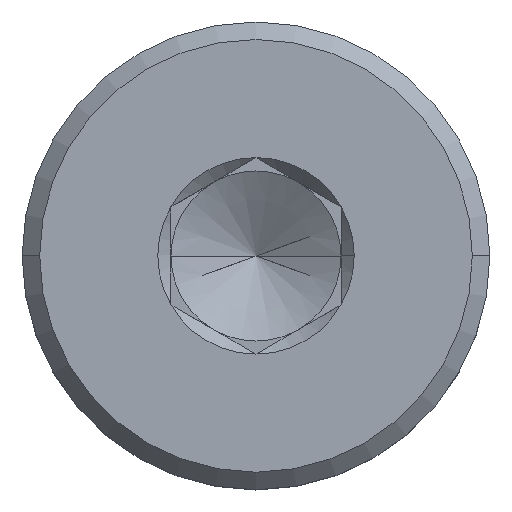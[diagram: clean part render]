
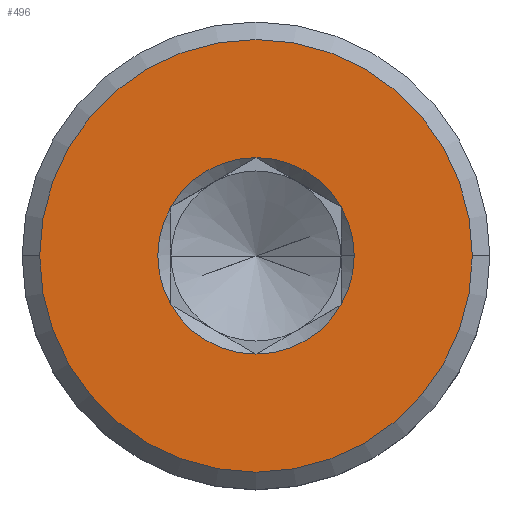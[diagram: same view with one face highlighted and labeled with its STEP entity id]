
A CAD part, top view. The second image highlights one B-rep face of the part: STEP entity #496.
In plain terms, the highlighted planar face has unit normal (0, 0, 1).
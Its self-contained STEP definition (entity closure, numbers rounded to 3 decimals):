
#21=FACE_BOUND('',#108,.T.);
#29=PLANE('',#559);
#70=FACE_OUTER_BOUND('',#107,.T.);
#107=EDGE_LOOP('',(#396,#397));
#108=EDGE_LOOP('',(#398,#399,#400,#401,#402,#403,#404));
#127=CIRCLE('',#520,1.155);
#128=CIRCLE('',#522,2.544);
#148=CIRCLE('',#560,2.544);
#149=CIRCLE('',#561,1.155);
#150=CIRCLE('',#562,1.155);
#151=CIRCLE('',#563,1.155);
#152=CIRCLE('',#564,1.155);
#153=CIRCLE('',#565,1.155);
#154=CIRCLE('',#566,1.155);
#223=VERTEX_POINT('',#769);
#224=VERTEX_POINT('',#773);
#225=VERTEX_POINT('',#777);
#226=VERTEX_POINT('',#778);
#248=VERTEX_POINT('',#859);
#249=VERTEX_POINT('',#860);
#250=VERTEX_POINT('',#862);
#251=VERTEX_POINT('',#865);
#252=VERTEX_POINT('',#867);
#261=EDGE_CURVE('',#224,#223,#127,.T.);
#262=EDGE_CURVE('',#225,#226,#128,.T.);
#302=EDGE_CURVE('',#226,#225,#148,.T.);
#303=EDGE_CURVE('',#248,#249,#149,.T.);
#304=EDGE_CURVE('',#250,#248,#150,.T.);
#305=EDGE_CURVE('',#223,#250,#151,.T.);
#306=EDGE_CURVE('',#251,#224,#152,.T.);
#307=EDGE_CURVE('',#252,#251,#153,.T.);
#308=EDGE_CURVE('',#249,#252,#154,.T.);
#396=ORIENTED_EDGE('',*,*,#302,.T.);
#397=ORIENTED_EDGE('',*,*,#262,.T.);
#398=ORIENTED_EDGE('',*,*,#303,.F.);
#399=ORIENTED_EDGE('',*,*,#304,.F.);
#400=ORIENTED_EDGE('',*,*,#305,.F.);
#401=ORIENTED_EDGE('',*,*,#261,.F.);
#402=ORIENTED_EDGE('',*,*,#306,.F.);
#403=ORIENTED_EDGE('',*,*,#307,.F.);
#404=ORIENTED_EDGE('',*,*,#308,.F.);
#496=ADVANCED_FACE('',(#70,#21),#29,.F.);
#520=AXIS2_PLACEMENT_3D('',#775,#600,#601);
#522=AXIS2_PLACEMENT_3D('',#779,#604,#605);
#559=AXIS2_PLACEMENT_3D('',#857,#698,#699);
#560=AXIS2_PLACEMENT_3D('',#858,#700,#701);
#561=AXIS2_PLACEMENT_3D('',#861,#702,#703);
#562=AXIS2_PLACEMENT_3D('',#863,#704,#705);
#563=AXIS2_PLACEMENT_3D('',#864,#706,#707);
#564=AXIS2_PLACEMENT_3D('',#866,#708,#709);
#565=AXIS2_PLACEMENT_3D('',#868,#710,#711);
#566=AXIS2_PLACEMENT_3D('',#869,#712,#713);
#600=DIRECTION('center_axis',(0.,0.,1.));
#601=DIRECTION('ref_axis',(1.,0.,0.));
#604=DIRECTION('center_axis',(0.,0.,1.));
#605=DIRECTION('ref_axis',(1.,0.,0.));
#698=DIRECTION('center_axis',(0.,0.,-1.));
#699=DIRECTION('ref_axis',(-1.,0.,0.));
#700=DIRECTION('center_axis',(0.,0.,1.));
#701=DIRECTION('ref_axis',(1.,0.,0.));
#702=DIRECTION('center_axis',(0.,0.,1.));
#703=DIRECTION('ref_axis',(1.,0.,0.));
#704=DIRECTION('center_axis',(0.,0.,1.));
#705=DIRECTION('ref_axis',(1.,0.,0.));
#706=DIRECTION('center_axis',(0.,0.,1.));
#707=DIRECTION('ref_axis',(1.,0.,0.));
#708=DIRECTION('center_axis',(0.,0.,1.));
#709=DIRECTION('ref_axis',(1.,0.,0.));
#710=DIRECTION('center_axis',(0.,0.,1.));
#711=DIRECTION('ref_axis',(1.,0.,0.));
#712=DIRECTION('center_axis',(0.,0.,1.));
#713=DIRECTION('ref_axis',(1.,0.,0.));
#769=CARTESIAN_POINT('',(1.,0.577,9.));
#773=CARTESIAN_POINT('',(1.155,0.,9.));
#775=CARTESIAN_POINT('Origin',(0.,0.,9.));
#777=CARTESIAN_POINT('',(2.544,0.,9.));
#778=CARTESIAN_POINT('',(-2.544,0.,9.));
#779=CARTESIAN_POINT('Origin',(0.,0.,9.));
#857=CARTESIAN_POINT('Origin',(0.,1.,9.));
#858=CARTESIAN_POINT('Origin',(0.,0.,9.));
#859=CARTESIAN_POINT('',(-1.,0.577,9.));
#860=CARTESIAN_POINT('',(-1.,-0.577,9.));
#861=CARTESIAN_POINT('Origin',(0.,0.,9.));
#862=CARTESIAN_POINT('',(0.,1.155,9.));
#863=CARTESIAN_POINT('Origin',(0.,0.,9.));
#864=CARTESIAN_POINT('Origin',(0.,0.,9.));
#865=CARTESIAN_POINT('',(1.,-0.577,9.));
#866=CARTESIAN_POINT('Origin',(0.,0.,9.));
#867=CARTESIAN_POINT('',(0.,-1.155,9.));
#868=CARTESIAN_POINT('Origin',(0.,0.,9.));
#869=CARTESIAN_POINT('Origin',(0.,0.,9.));
